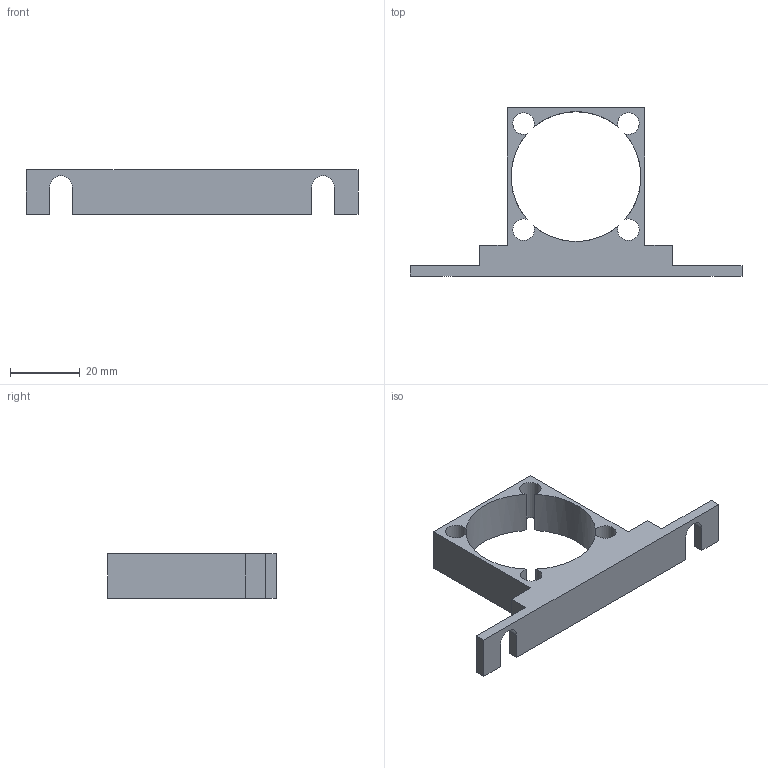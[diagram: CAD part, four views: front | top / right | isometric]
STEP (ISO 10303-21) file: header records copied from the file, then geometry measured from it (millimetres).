
FILE_DESCRIPTION(/* description */ ('STEP AP242','CAx-IF Rec.Pracs.---Representation and Presentation of Product Manufacturing Information (PMI)---4.0---2014-10-13','CAx-IF Rec.Pracs.---3D Tessellated Geometry---0.4---2014-09-14','2;1'),/* implementation_level */ '2;1');
FILE_NAME(/* name */ '65ea90e28ade9d2506534b64',/* time_stamp */ '2024-03-08T04:15:30Z',/* author */ (''),/* organization */ (''),/* preprocessor_version */ 'ST-DEVELOPER v19.4',/* originating_system */ ' ',/* authorisation */ ' ');
FILE_SCHEMA (('AP242_MANAGED_MODEL_BASED_3D_ENGINEERING_MIM_LF { 1 0 10303 442 1 1 4 }'));
Length unit declared in the file: metre
Products named in the file (1): Part 1
Bounding box: 95 x 48.17 x 12.7 mm (x, y, z)
Volume: 11710.7 mm3; surface area: 7580.4 mm2
Topology: 1 solids, 1 shells, 34 faces, 96 edges, 64 vertices
Faces by surface type: plane 20, cylinder 10, cone 4
Entity records: 1138 total; most frequent: CARTESIAN_POINT 219, ORIENTED_EDGE 192, DIRECTION 182, EDGE_CURVE 96, VERTEX_POINT 64, LINE 64, VECTOR 64, AXIS2_PLACEMENT_3D 59
